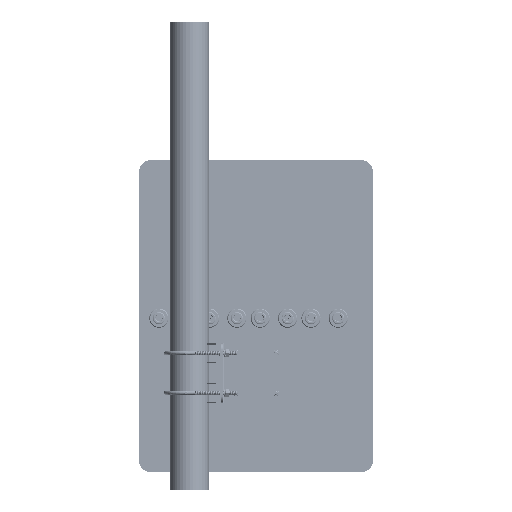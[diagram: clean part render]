
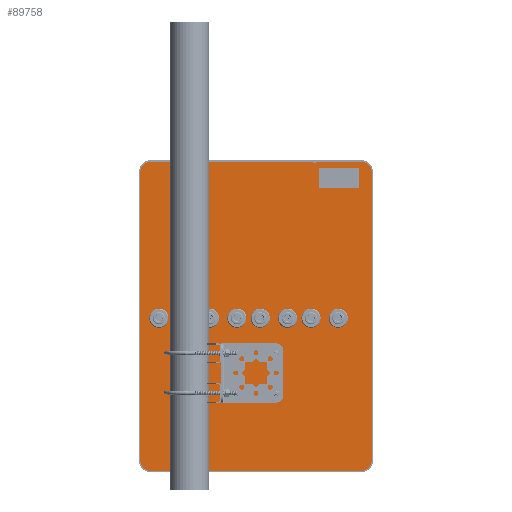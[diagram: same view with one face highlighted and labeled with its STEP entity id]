
A CAD part, front view. The second image highlights one B-rep face of the part: STEP entity #89758.
In plain terms, the highlighted planar face has unit normal (0, -1, 0).
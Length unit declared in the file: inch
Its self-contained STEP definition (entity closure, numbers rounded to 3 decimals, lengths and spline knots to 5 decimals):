
#245 = CARTESIAN_POINT ( 'NONE',  ( 5.83858, -0.07874, -7.27559 ) ) ;
#827 = CARTESIAN_POINT ( 'NONE',  ( 2.95276, -0.07874, 7.80709 ) ) ;
#857 = CARTESIAN_POINT ( 'NONE',  ( 0., -0.07874, 7.80709 ) ) ;
#1918 = ORIENTED_EDGE ( 'NONE', *, *, #128591, .F. ) ;
#3069 = DIRECTION ( 'NONE',  ( 0., 0., 1. ) ) ;
#3989 = DIRECTION ( 'NONE',  ( 0., -1., 0. ) ) ;
#9578 = ORIENTED_EDGE ( 'NONE', *, *, #133675, .F. ) ;
#11389 = VECTOR ( 'NONE', #87484, 39.37008 ) ;
#12676 = EDGE_CURVE ( 'NONE', #160213, #13534, #109891, .T. ) ;
#12690 = EDGE_CURVE ( 'NONE', #84558, #13534, #106876, .T. ) ;
#13534 = VERTEX_POINT ( 'NONE', #63590 ) ;
#14466 = CARTESIAN_POINT ( 'NONE',  ( -5.83858, -0.07874, 7.27559 ) ) ;
#15365 = ORIENTED_EDGE ( 'NONE', *, *, #160443, .F. ) ;
#16847 = CARTESIAN_POINT ( 'NONE',  ( 3.0315, -0.07874, 7.80709 ) ) ;
#30090 = FACE_OUTER_BOUND ( 'NONE', #83501, .T. ) ;
#32633 = VERTEX_POINT ( 'NONE', #14466 ) ;
#35113 = CARTESIAN_POINT ( 'NONE',  ( -2.87402, -0.07874, 7.80709 ) ) ;
#35455 = CARTESIAN_POINT ( 'NONE',  ( 5.83858, -0.07874, 0. ) ) ;
#38755 = CIRCLE ( 'NONE', #82506, 0.5315 ) ;
#43639 = EDGE_CURVE ( 'NONE', #118983, #147788, #203200, .T. ) ;
#46304 = VERTEX_POINT ( 'NONE', #35113 ) ;
#48341 = VERTEX_POINT ( 'NONE', #94395 ) ;
#50818 = ORIENTED_EDGE ( 'NONE', *, *, #213755, .T. ) ;
#51178 = LINE ( 'NONE', #857, #113428 ) ;
#52334 = CARTESIAN_POINT ( 'NONE',  ( 2.87402, -0.07874, 7.80709 ) ) ;
#54813 = DIRECTION ( 'NONE',  ( 1., 0., 0. ) ) ;
#57017 = ORIENTED_EDGE ( 'NONE', *, *, #98594, .F. ) ;
#57637 = AXIS2_PLACEMENT_3D ( 'NONE', #66623, #187785, #185528 ) ;
#58323 = CARTESIAN_POINT ( 'NONE',  ( -5.30709, -0.07874, -7.27559 ) ) ;
#59282 = CARTESIAN_POINT ( 'NONE',  ( 5.30709, -0.07874, -7.27559 ) ) ;
#63427 = VECTOR ( 'NONE', #186266, 39.37008 ) ;
#63590 = CARTESIAN_POINT ( 'NONE',  ( 5.30709, -0.07874, 7.80709 ) ) ;
#66623 = CARTESIAN_POINT ( 'NONE',  ( -6.07213, -0.07874, 8.11937 ) ) ;
#67132 = VERTEX_POINT ( 'NONE', #100217 ) ;
#68724 = CARTESIAN_POINT ( 'NONE',  ( 5.30709, -0.07874, -7.80709 ) ) ;
#69296 = EDGE_CURVE ( 'NONE', #46304, #150603, #98226, .T. ) ;
#69677 = CARTESIAN_POINT ( 'NONE',  ( -5.30709, -0.07874, 7.27559 ) ) ;
#70830 = CARTESIAN_POINT ( 'NONE',  ( 5.83858, -0.07874, 7.27559 ) ) ;
#72586 = CARTESIAN_POINT ( 'NONE',  ( 0., -0.07874, 7.80709 ) ) ;
#73385 = AXIS2_PLACEMENT_3D ( 'NONE', #89739, #3989, #157194 ) ;
#74327 = DIRECTION ( 'NONE',  ( 0., 0., -1. ) ) ;
#74957 = EDGE_CURVE ( 'NONE', #165982, #32633, #107119, .T. ) ;
#75447 = ORIENTED_EDGE ( 'NONE', *, *, #111430, .F. ) ;
#81105 = CARTESIAN_POINT ( 'NONE',  ( 0., -0.07874, 7.80709 ) ) ;
#81377 = AXIS2_PLACEMENT_3D ( 'NONE', #196470, #127883, #126762 ) ;
#82506 = AXIS2_PLACEMENT_3D ( 'NONE', #58323, #178334, #74327 ) ;
#83501 = EDGE_LOOP ( 'NONE', ( #75447, #107104, #15365, #188213, #131401, #1918, #50818, #57017, #137907, #9578, #130949, #94333 ) ) ;
#84558 = VERTEX_POINT ( 'NONE', #16847 ) ;
#87484 = DIRECTION ( 'NONE',  ( 1., 0., 0. ) ) ;
#89739 = CARTESIAN_POINT ( 'NONE',  ( 5.30709, -0.07874, 7.27559 ) ) ;
#89758 = ADVANCED_FACE ( 'NONE', ( #30090 ), #223177, .F. ) ;
#92337 = AXIS2_PLACEMENT_3D ( 'NONE', #827, #143599, #3069 ) ;
#94232 = VERTEX_POINT ( 'NONE', #113862 ) ;
#94333 = ORIENTED_EDGE ( 'NONE', *, *, #12690, .F. ) ;
#94395 = CARTESIAN_POINT ( 'NONE',  ( -5.30709, -0.07874, -7.80709 ) ) ;
#98226 = LINE ( 'NONE', #81105, #63427 ) ;
#98594 = EDGE_CURVE ( 'NONE', #118983, #48341, #103030, .T. ) ;
#99736 = DIRECTION ( 'NONE',  ( 0., 0., 1. ) ) ;
#100217 = CARTESIAN_POINT ( 'NONE',  ( -5.83858, -0.07874, -7.27559 ) ) ;
#103030 = LINE ( 'NONE', #117934, #146012 ) ;
#106302 = LINE ( 'NONE', #35455, #207199 ) ;
#106876 = LINE ( 'NONE', #72586, #11389 ) ;
#107104 = ORIENTED_EDGE ( 'NONE', *, *, #69296, .F. ) ;
#107119 = CIRCLE ( 'NONE', #132740, 0.5315 ) ;
#109891 = CIRCLE ( 'NONE', #73385, 0.5315 ) ;
#111430 = EDGE_CURVE ( 'NONE', #150603, #84558, #190880, .T. ) ;
#113428 = VECTOR ( 'NONE', #174582, 39.37008 ) ;
#113862 = CARTESIAN_POINT ( 'NONE',  ( -3.0315, -0.07874, 7.80709 ) ) ;
#117934 = CARTESIAN_POINT ( 'NONE',  ( 0., -0.07874, -7.80709 ) ) ;
#118983 = VERTEX_POINT ( 'NONE', #68724 ) ;
#119301 = AXIS2_PLACEMENT_3D ( 'NONE', #59282, #143859, #215813 ) ;
#125635 = DIRECTION ( 'NONE',  ( 0., -1., 0. ) ) ;
#126762 = DIRECTION ( 'NONE',  ( 0., 0., 1. ) ) ;
#127883 = DIRECTION ( 'NONE',  ( 0., -1., 0. ) ) ;
#128591 = EDGE_CURVE ( 'NONE', #67132, #32633, #146675, .T. ) ;
#129544 = CARTESIAN_POINT ( 'NONE',  ( -5.83858, -0.07874, 0. ) ) ;
#130949 = ORIENTED_EDGE ( 'NONE', *, *, #12676, .T. ) ;
#131401 = ORIENTED_EDGE ( 'NONE', *, *, #74957, .T. ) ;
#132459 = CIRCLE ( 'NONE', #81377, 0.07874 ) ;
#132740 = AXIS2_PLACEMENT_3D ( 'NONE', #69677, #125635, #54813 ) ;
#133675 = EDGE_CURVE ( 'NONE', #160213, #147788, #106302, .T. ) ;
#137907 = ORIENTED_EDGE ( 'NONE', *, *, #43639, .T. ) ;
#143599 = DIRECTION ( 'NONE',  ( 0., -1., 0. ) ) ;
#143859 = DIRECTION ( 'NONE',  ( 0., -1., 0. ) ) ;
#146012 = VECTOR ( 'NONE', #172769, 39.37008 ) ;
#146675 = LINE ( 'NONE', #129544, #177695 ) ;
#147788 = VERTEX_POINT ( 'NONE', #245 ) ;
#150603 = VERTEX_POINT ( 'NONE', #52334 ) ;
#157194 = DIRECTION ( 'NONE',  ( 0., 0., -1. ) ) ;
#160213 = VERTEX_POINT ( 'NONE', #70830 ) ;
#160443 = EDGE_CURVE ( 'NONE', #94232, #46304, #132459, .T. ) ;
#165982 = VERTEX_POINT ( 'NONE', #178108 ) ;
#172769 = DIRECTION ( 'NONE',  ( -1., 0., 0. ) ) ;
#174582 = DIRECTION ( 'NONE',  ( 1., 0., 0. ) ) ;
#176032 = DIRECTION ( 'NONE',  ( 0., 0., -1. ) ) ;
#177695 = VECTOR ( 'NONE', #99736, 39.37008 ) ;
#178108 = CARTESIAN_POINT ( 'NONE',  ( -5.30709, -0.07874, 7.80709 ) ) ;
#178334 = DIRECTION ( 'NONE',  ( 0., -1., 0. ) ) ;
#185528 = DIRECTION ( 'NONE',  ( 1., 0., 0. ) ) ;
#186266 = DIRECTION ( 'NONE',  ( 1., 0., 0. ) ) ;
#187785 = DIRECTION ( 'NONE',  ( 0., 1., 0. ) ) ;
#188213 = ORIENTED_EDGE ( 'NONE', *, *, #198026, .F. ) ;
#190880 = CIRCLE ( 'NONE', #92337, 0.07874 ) ;
#196470 = CARTESIAN_POINT ( 'NONE',  ( -2.95276, -0.07874, 7.80709 ) ) ;
#198026 = EDGE_CURVE ( 'NONE', #165982, #94232, #51178, .T. ) ;
#203200 = CIRCLE ( 'NONE', #119301, 0.5315 ) ;
#207199 = VECTOR ( 'NONE', #176032, 39.37008 ) ;
#213755 = EDGE_CURVE ( 'NONE', #67132, #48341, #38755, .T. ) ;
#215813 = DIRECTION ( 'NONE',  ( 1., 0., 0. ) ) ;
#223177 = PLANE ( 'NONE',  #57637 ) ;
